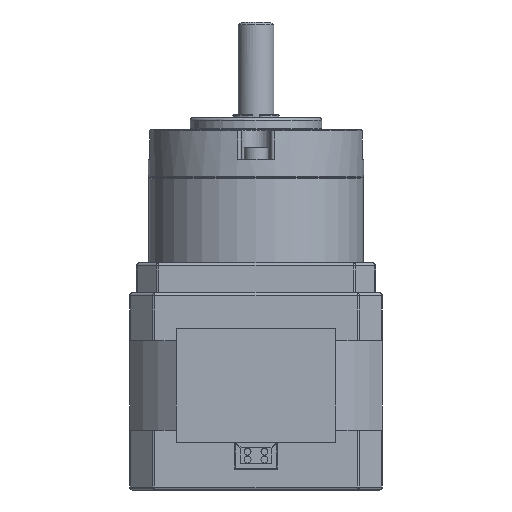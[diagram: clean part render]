
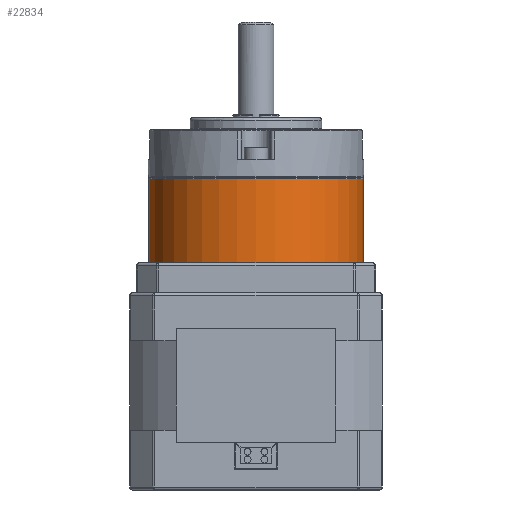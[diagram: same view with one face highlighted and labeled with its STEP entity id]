
A CAD part, front view. The second image highlights one B-rep face of the part: STEP entity #22834.
In plain terms, the highlighted cylindrical face has radius 18 mm (diameter 36 mm), a partial arc.
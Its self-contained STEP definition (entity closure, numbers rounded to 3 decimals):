
#2366 = DIRECTION ( 'NONE',  ( 0., 0., -1. ) ) ;
#3299 = EDGE_CURVE ( 'NONE', #15673, #10635, #11843, .T. ) ;
#4159 = VECTOR ( 'NONE', #2366, 1000. ) ;
#4193 = EDGE_CURVE ( 'NONE', #15817, #16955, #23034, .T. ) ;
#4817 = FACE_OUTER_BOUND ( 'NONE', #9745, .T. ) ;
#4961 = DIRECTION ( 'NONE',  ( 0., 0., -1. ) ) ;
#7460 = ORIENTED_EDGE ( 'NONE', *, *, #21873, .F. ) ;
#8219 = CARTESIAN_POINT ( 'NONE',  ( 0., 0., 60.3 ) ) ;
#8564 = AXIS2_PLACEMENT_3D ( 'NONE', #10110, #25127, #12289 ) ;
#8948 = EDGE_CURVE ( 'NONE', #16955, #15673, #19229, .T. ) ;
#9745 = EDGE_LOOP ( 'NONE', ( #7460, #16447, #16325, #14911 ) ) ;
#10110 = CARTESIAN_POINT ( 'NONE',  ( 0., 0., 38. ) ) ;
#10569 = AXIS2_PLACEMENT_3D ( 'NONE', #8219, #12548, #23334 ) ;
#10635 = VERTEX_POINT ( 'NONE', #25052 ) ;
#11841 = CARTESIAN_POINT ( 'NONE',  ( -18., 0., 52.067 ) ) ;
#11843 = CIRCLE ( 'NONE', #8564, 18. ) ;
#12289 = DIRECTION ( 'NONE',  ( -1., 0., 0. ) ) ;
#12379 = DIRECTION ( 'NONE',  ( 0., 0., -1. ) ) ;
#12548 = DIRECTION ( 'NONE',  ( 0., 0., -1. ) ) ;
#13087 = CARTESIAN_POINT ( 'NONE',  ( 18., 0., 60.3 ) ) ;
#13551 = VECTOR ( 'NONE', #12379, 1000. ) ;
#14911 = ORIENTED_EDGE ( 'NONE', *, *, #3299, .T. ) ;
#15673 = VERTEX_POINT ( 'NONE', #16082 ) ;
#15817 = VERTEX_POINT ( 'NONE', #17601 ) ;
#16082 = CARTESIAN_POINT ( 'NONE',  ( -18., 0., 38. ) ) ;
#16325 = ORIENTED_EDGE ( 'NONE', *, *, #8948, .T. ) ;
#16447 = ORIENTED_EDGE ( 'NONE', *, *, #4193, .T. ) ;
#16955 = VERTEX_POINT ( 'NONE', #11841 ) ;
#17601 = CARTESIAN_POINT ( 'NONE',  ( 18., 0., 52.067 ) ) ;
#17805 = CARTESIAN_POINT ( 'NONE',  ( 0., 0., 52.067 ) ) ;
#19228 = CYLINDRICAL_SURFACE ( 'NONE', #10569, 18. ) ;
#19229 = LINE ( 'NONE', #27568, #13551 ) ;
#19961 = DIRECTION ( 'NONE',  ( -1., 0., 0. ) ) ;
#21873 = EDGE_CURVE ( 'NONE', #15817, #10635, #27016, .T. ) ;
#22834 = ADVANCED_FACE ( 'NONE', ( #4817 ), #19228, .T. ) ;
#23034 = CIRCLE ( 'NONE', #24205, 18. ) ;
#23334 = DIRECTION ( 'NONE',  ( -1., 0., 0. ) ) ;
#24205 = AXIS2_PLACEMENT_3D ( 'NONE', #17805, #4961, #19961 ) ;
#25052 = CARTESIAN_POINT ( 'NONE',  ( 18., 0., 38. ) ) ;
#25127 = DIRECTION ( 'NONE',  ( 0., 0., 1. ) ) ;
#27016 = LINE ( 'NONE', #13087, #4159 ) ;
#27568 = CARTESIAN_POINT ( 'NONE',  ( -18., 0., 60.3 ) ) ;
